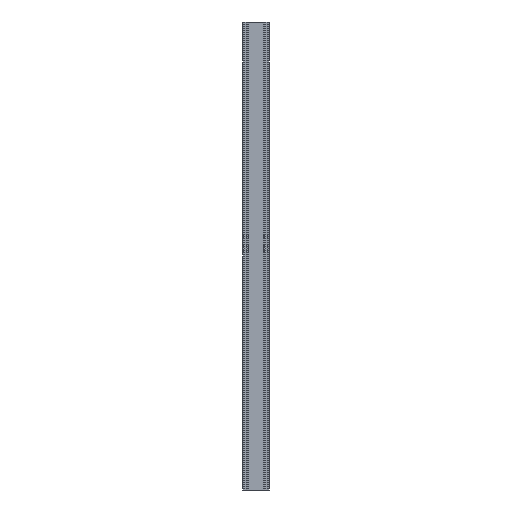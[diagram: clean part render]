
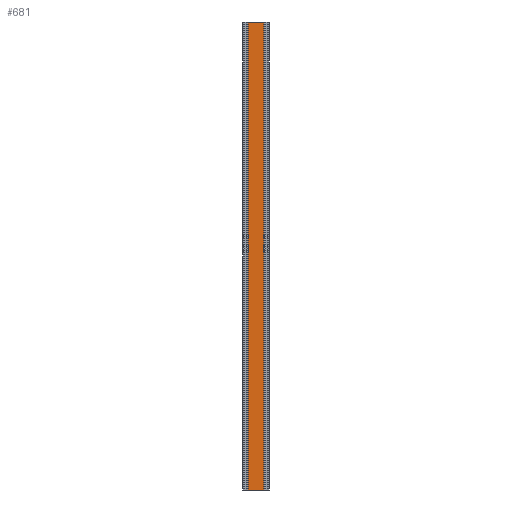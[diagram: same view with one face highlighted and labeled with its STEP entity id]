
A CAD part, left-side view. The second image highlights one B-rep face of the part: STEP entity #681.
In plain terms, the highlighted planar face has unit normal (-1, 0, 0).
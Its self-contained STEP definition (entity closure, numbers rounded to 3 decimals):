
#529 = VERTEX_POINT ( 'NONE', #7794 ) ;
#681 = ADVANCED_FACE ( 'NONE', ( #6603 ), #6461, .F. ) ;
#878 = ORIENTED_EDGE ( 'NONE', *, *, #3822, .T. ) ;
#1706 = ORIENTED_EDGE ( 'NONE', *, *, #7005, .T. ) ;
#1730 = DIRECTION ( 'NONE',  ( 0., 1., 0. ) ) ;
#1886 = CARTESIAN_POINT ( 'NONE',  ( -7., 4.4, 267. ) ) ;
#2300 = VECTOR ( 'NONE', #1730, 1000. ) ;
#2505 = LINE ( 'NONE', #8392, #2300 ) ;
#2767 = AXIS2_PLACEMENT_3D ( 'NONE', #9429, #6417, #2771 ) ;
#2771 = DIRECTION ( 'NONE',  ( 0., 1., 0. ) ) ;
#3022 = EDGE_CURVE ( 'NONE', #7799, #529, #3540, .T. ) ;
#3448 = CARTESIAN_POINT ( 'NONE',  ( -7., 4.4, 0. ) ) ;
#3540 = LINE ( 'NONE', #3448, #7066 ) ;
#3644 = CARTESIAN_POINT ( 'NONE',  ( -7., -4.4, 0. ) ) ;
#3822 = EDGE_CURVE ( 'NONE', #3918, #3959, #4829, .T. ) ;
#3918 = VERTEX_POINT ( 'NONE', #3644 ) ;
#3959 = VERTEX_POINT ( 'NONE', #8919 ) ;
#4829 = LINE ( 'NONE', #9397, #6379 ) ;
#5459 = ORIENTED_EDGE ( 'NONE', *, *, #6753, .F. ) ;
#6379 = VECTOR ( 'NONE', #8727, 1000. ) ;
#6393 = DIRECTION ( 'NONE',  ( 0., 1., 0. ) ) ;
#6417 = DIRECTION ( 'NONE',  ( 1., 0., 0. ) ) ;
#6461 = PLANE ( 'NONE',  #2767 ) ;
#6603 = FACE_OUTER_BOUND ( 'NONE', #7708, .T. ) ;
#6753 = EDGE_CURVE ( 'NONE', #3918, #529, #7267, .T. ) ;
#7005 = EDGE_CURVE ( 'NONE', #3959, #7799, #2505, .T. ) ;
#7066 = VECTOR ( 'NONE', #7103, 1000. ) ;
#7103 = DIRECTION ( 'NONE',  ( 0., 0., -1. ) ) ;
#7267 = LINE ( 'NONE', #7861, #8824 ) ;
#7708 = EDGE_LOOP ( 'NONE', ( #1706, #9041, #5459, #878 ) ) ;
#7794 = CARTESIAN_POINT ( 'NONE',  ( -7., 4.4, 0. ) ) ;
#7799 = VERTEX_POINT ( 'NONE', #1886 ) ;
#7861 = CARTESIAN_POINT ( 'NONE',  ( -7., -4.5, 0. ) ) ;
#8392 = CARTESIAN_POINT ( 'NONE',  ( -7., -4.5, 267. ) ) ;
#8727 = DIRECTION ( 'NONE',  ( 0., 0., 1. ) ) ;
#8824 = VECTOR ( 'NONE', #6393, 1000. ) ;
#8919 = CARTESIAN_POINT ( 'NONE',  ( -7., -4.4, 267. ) ) ;
#9041 = ORIENTED_EDGE ( 'NONE', *, *, #3022, .T. ) ;
#9397 = CARTESIAN_POINT ( 'NONE',  ( -7., -4.4, 267. ) ) ;
#9429 = CARTESIAN_POINT ( 'NONE',  ( -7., -4.5, 0. ) ) ;
